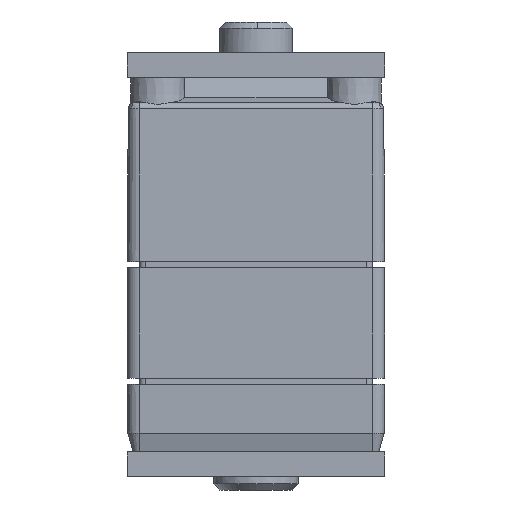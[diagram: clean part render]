
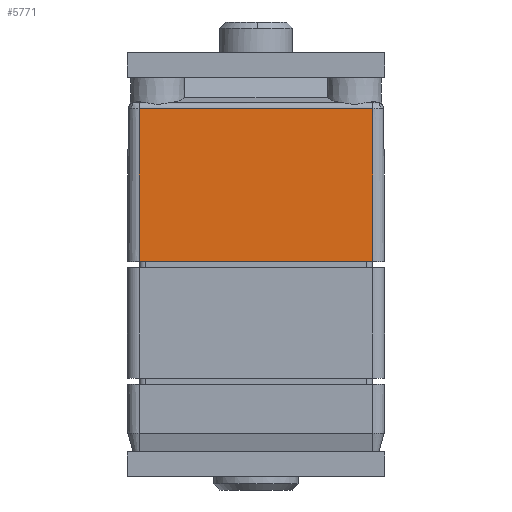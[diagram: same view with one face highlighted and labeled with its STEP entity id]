
A CAD part, front view. The second image highlights one B-rep face of the part: STEP entity #5771.
In plain terms, the highlighted planar face has unit normal (0, -1, 0.009).
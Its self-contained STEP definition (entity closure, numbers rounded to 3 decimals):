
#460=LINE('',#9361,#954);
#461=LINE('',#9367,#955);
#478=LINE('',#9799,#972);
#479=LINE('',#9800,#973);
#954=VECTOR('',#7555,1.);
#955=VECTOR('',#7560,1.);
#972=VECTOR('',#7613,1.);
#973=VECTOR('',#7614,1.);
#1538=FACE_OUTER_BOUND('',#1906,.T.);
#1906=EDGE_LOOP('',(#4682,#4683,#4684,#4685));
#2680=VERTEX_POINT('',#9343);
#2683=VERTEX_POINT('',#9354);
#2684=VERTEX_POINT('',#9363);
#2686=VERTEX_POINT('',#9366);
#3370=EDGE_CURVE('',#2680,#2683,#460,.T.);
#3372=EDGE_CURVE('',#2686,#2684,#461,.T.);
#3407=EDGE_CURVE('',#2680,#2684,#478,.T.);
#3408=EDGE_CURVE('',#2686,#2683,#479,.F.);
#4682=ORIENTED_EDGE('',*,*,#3407,.F.);
#4683=ORIENTED_EDGE('',*,*,#3370,.T.);
#4684=ORIENTED_EDGE('',*,*,#3408,.F.);
#4685=ORIENTED_EDGE('',*,*,#3372,.T.);
#5498=PLANE('',#6314);
#5771=ADVANCED_FACE('',(#1538),#5498,.T.);
#6314=AXIS2_PLACEMENT_3D('',#9798,#7611,#7612);
#7555=DIRECTION('',(0.,0.009,1.));
#7560=DIRECTION('',(0.,-0.009,-1.));
#7611=DIRECTION('center_axis',(0.,-1.,0.009));
#7612=DIRECTION('ref_axis',(1.,0.,0.));
#7613=DIRECTION('',(-1.,0.,0.));
#7614=DIRECTION('',(-1.,0.,0.));
#9343=CARTESIAN_POINT('',(9.5,-32.,0.5));
#9354=CARTESIAN_POINT('',(9.5,-31.891,12.95));
#9361=CARTESIAN_POINT('',(9.5,-31.946,6.725));
#9363=CARTESIAN_POINT('',(-9.5,-32.,0.5));
#9366=CARTESIAN_POINT('',(-9.5,-31.891,12.95));
#9367=CARTESIAN_POINT('',(-9.5,-31.946,6.725));
#9798=CARTESIAN_POINT('Origin',(-9.5,-32.,0.5));
#9799=CARTESIAN_POINT('',(0.,-32.,0.5));
#9800=CARTESIAN_POINT('',(5.7,-31.891,12.95));
